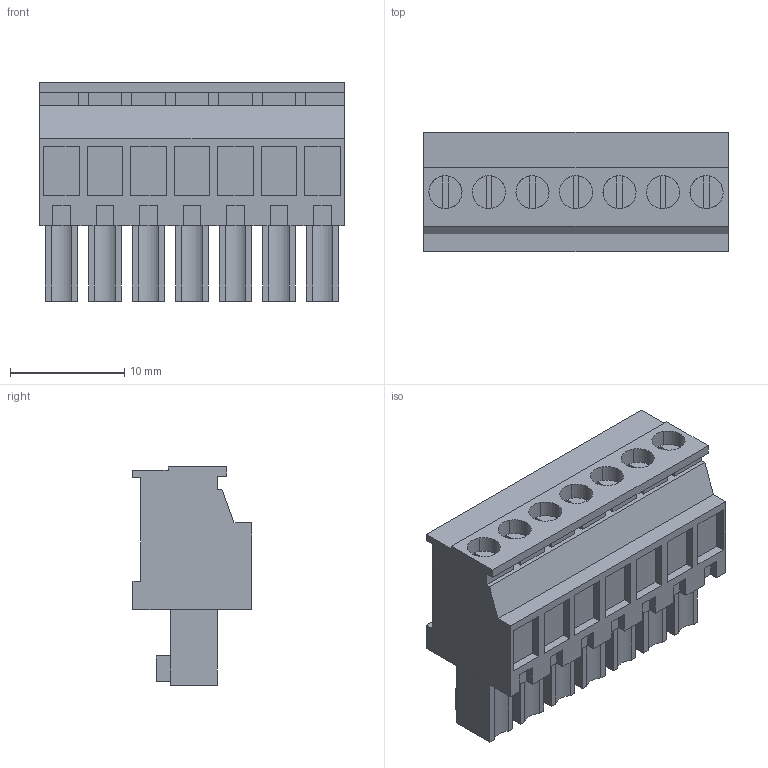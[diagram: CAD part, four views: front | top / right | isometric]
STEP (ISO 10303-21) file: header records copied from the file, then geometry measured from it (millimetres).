
FILE_DESCRIPTION(('CATIA V5 STEP Exchange','CAx-IF Rec.Pracs.--- Model Styling and Organization---1.2---2011-12-15'),'2;1');
FILE_NAME ('D1459673_0_1940240000_1940240000.stp','2017-04-13T06:40:16+00:00',('none'),('Weidmueller'),'CATIA Version 5-6 Release 2014','CATIA V5 STEP AP214','none');
FILE_SCHEMA(('AUTOMOTIVE_DESIGN { 1 0 10303 214 1 1 1 1 }'));
Length unit declared in the file: millimetre
Products named in the file (1): 1940240000
Bounding box: 26.67 x 10.45 x 19.1 mm (x, y, z)
Volume: 3295.6 mm3; surface area: 2717 mm2
Topology: 8 solids, 8 shells, 321 faces, 828 edges, 560 vertices
Faces by surface type: plane 268, cylinder 53
Entity records: 9161 total; most frequent: CARTESIAN_POINT 1700, ORIENTED_EDGE 1656, DIRECTION 1248, EDGE_CURVE 828, VECTOR 694, LINE 694, VERTEX_POINT 560, EDGE_LOOP 358
